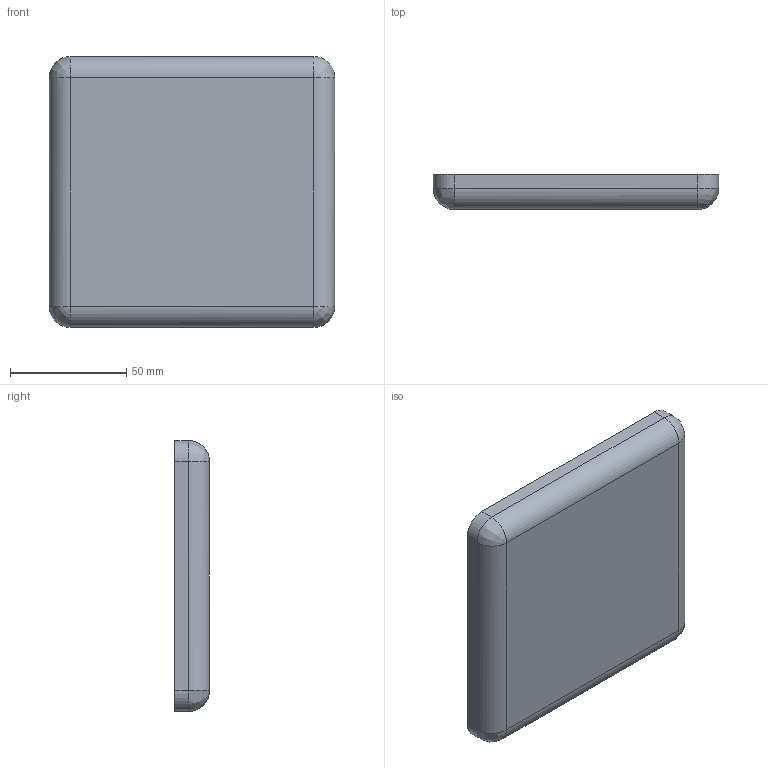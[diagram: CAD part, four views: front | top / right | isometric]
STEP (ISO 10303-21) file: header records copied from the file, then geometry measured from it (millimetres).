
FILE_DESCRIPTION(/* description */ (''),/* implementation_level */ '2;1');
FILE_NAME(/* name */ 'ellipsis_rev2_bottom_clean.step',/* time_stamp */ '2020-11-13T18:07:56+01:00',/* author */ (''),/* organization */ (''),/* preprocessor_version */ 'ST-DEVELOPER v18.1',/* originating_system */ 'Autodesk Translation Framework v9.3.0.1241',/* authorisation */ '');
FILE_SCHEMA (('AUTOMOTIVE_DESIGN { 1 0 10303 214 3 1 1 }'));
Length unit declared in the file: millimetre
Products named in the file (1): bottom2 flat
Bounding box: 122.8 x 15 x 116.54 mm (x, y, z)
Volume: 63496.3 mm3; surface area: 38305.6 mm2
Topology: 1 solids, 1 shells, 60 faces, 153 edges, 82 vertices
Faces by surface type: cylinder 27, bspline 18, plane 15
Entity records: 2239 total; most frequent: CARTESIAN_POINT 872, DIRECTION 285, ORIENTED_EDGE 270, EDGE_CURVE 135, AXIS2_PLACEMENT_3D 109, VERTEX_POINT 82, LINE 67, VECTOR 67
